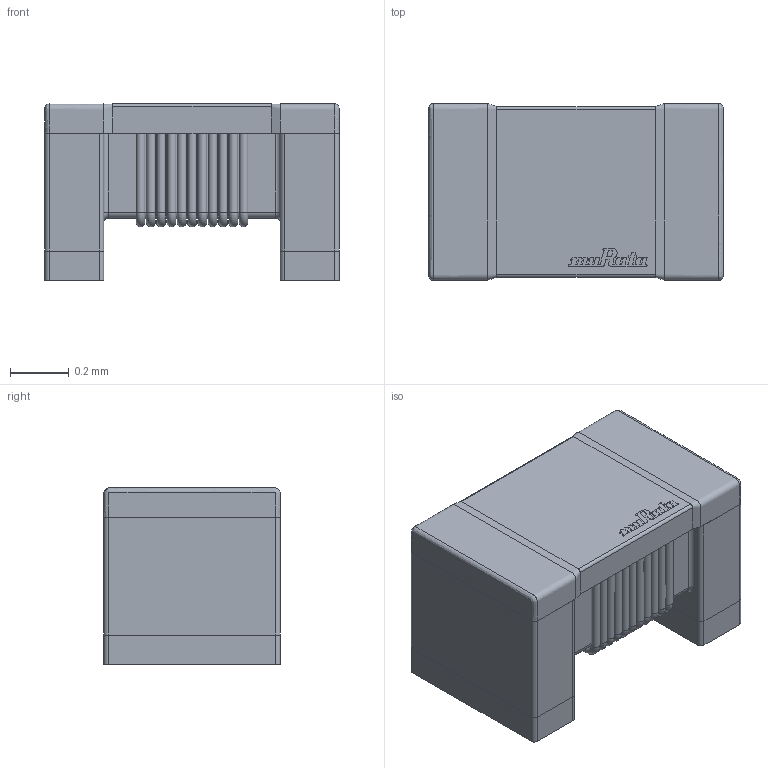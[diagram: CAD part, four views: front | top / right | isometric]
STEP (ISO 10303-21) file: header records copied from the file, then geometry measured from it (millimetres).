
FILE_DESCRIPTION(/* description */ (''),/* implementation_level */ '2;1');
FILE_NAME(/* name */ '2.stp',/* time_stamp */ '2020-09-01T17:50:19+02:00',/* author */ ('k'),/* organization */ (''),/* preprocessor_version */ 'ST-DEVELOPER v15.6',/* originating_system */ 'Autodesk Inventor 2015',/* authorisation */ '');
FILE_SCHEMA (('AUTOMOTIVE_DESIGN { 1 0 10303 214 3 1 1 }'));
Products named in the file (7): 1; 2; 3; 4; Murata Logo 3
Bounding box: 1 x 0.6 x 0.6 mm (x, y, z)
Volume: 0.3 mm3; surface area: 6.6 mm2
Topology: 16 solids, 16 shells, 319 faces, 883 edges, 574 vertices
Faces by surface type: cylinder 154, plane 111, torus 48, bspline 6
Full cylindrical faces by diameter (mm): 0.03 x44
Entity records: 10991 total; most frequent: CARTESIAN_POINT 2907, DIRECTION 1711, ORIENTED_EDGE 1502, EDGE_CURVE 751, AXIS2_PLACEMENT_3D 642, VERTEX_POINT 530, LINE 427, VECTOR 427
